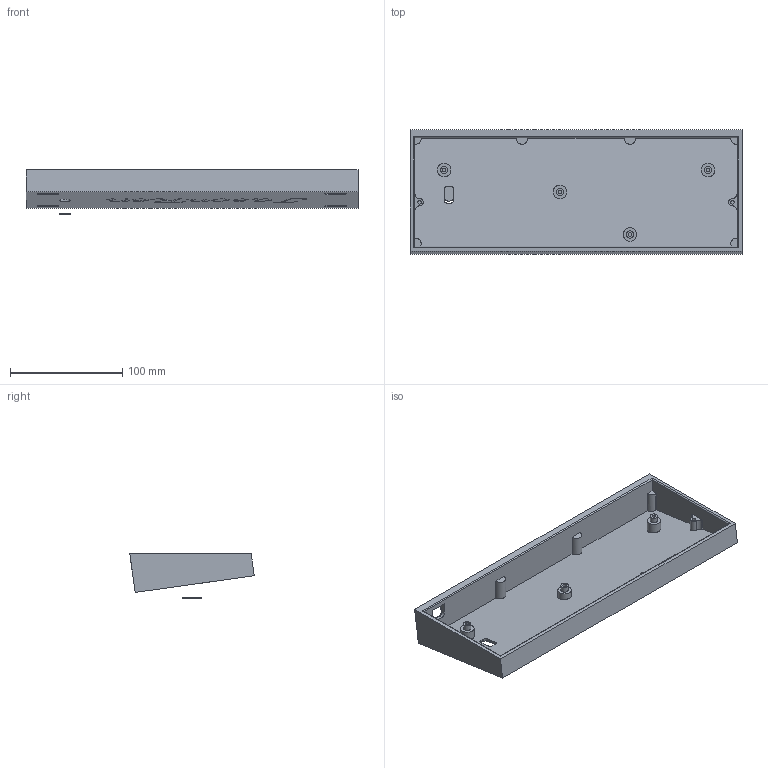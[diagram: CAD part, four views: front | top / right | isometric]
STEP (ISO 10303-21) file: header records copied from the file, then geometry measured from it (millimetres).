
FILE_DESCRIPTION(('HOOPS Exchange Step'),'2;1');
FILE_NAME('temp_export.step','2020-05-30T11:17:21+08:00',('mobile'),('Shapr3D Limited'),'HOOPS Exchange 2018.1','Shapr3D','Authorized');
FILE_SCHEMA( ('AP203_CONFIGURATION_CONTROLLED_3D_DESIGN_OF_MECHANICAL_PARTS_AND_ASSEMBLIES_MIM_LF') );
Length unit declared in the file: millimetre
Products named in the file (1): temp_export.x_b
Bounding box: 295.4 x 110.8 x 39.67 mm (x, y, z)
Volume: 178576.6 mm3; surface area: 107113 mm2
Topology: 2 solids, 2 shells, 178 faces, 454 edges, 310 vertices
Faces by surface type: plane 96, cylinder 55, bspline 23, torus 4
Full cylindrical faces by diameter (mm): 3.2 x6, 6.5 x4, 12 x4
Entity records: 17171 total; most frequent: CARTESIAN_POINT 12946, ORIENTED_EDGE 908, DIRECTION 779, EDGE_CURVE 454, VERTEX_POINT 310, AXIS2_PLACEMENT_3D 266, VECTOR 247, LINE 247
